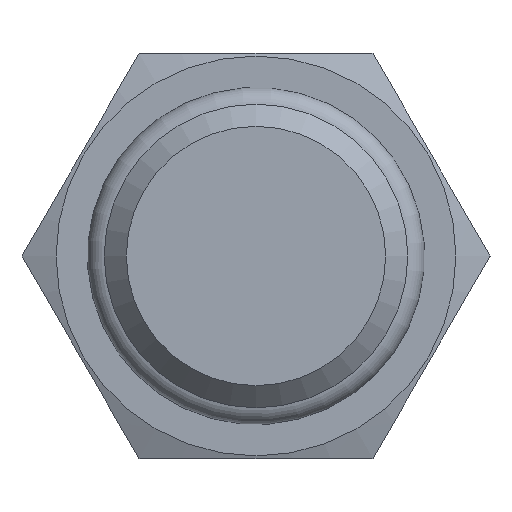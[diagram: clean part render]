
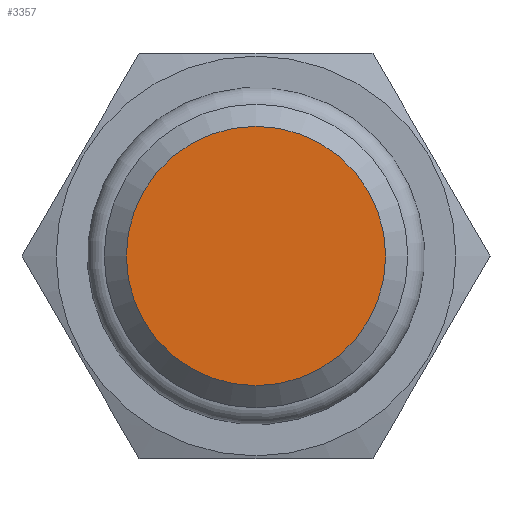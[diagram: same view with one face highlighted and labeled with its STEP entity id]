
A CAD part, left-side view. The second image highlights one B-rep face of the part: STEP entity #3357.
In plain terms, the highlighted planar face has unit normal (-1, 0, 0).
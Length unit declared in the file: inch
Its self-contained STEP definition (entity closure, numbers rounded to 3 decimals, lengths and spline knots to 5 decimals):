
#3334=CARTESIAN_POINT('',(-0.39,0.,0.24));
#3335=VERTEX_POINT('',#3334);
#3336=CARTESIAN_POINT('',(-0.39,0.,0.0));
#3337=DIRECTION('',(1.0,0.0,0.0));
#3338=DIRECTION('',(0.0,0.0,-1.0));
#3339=AXIS2_PLACEMENT_3D('',#3336,#3337,#3338);
#3340=CIRCLE('',#3339,0.24);
#3341=EDGE_CURVE('',#3335,#3335,#3340,.T.);
#3349=CARTESIAN_POINT('',(-0.39,0.,0.0));
#3350=DIRECTION('',(1.0,0.0,0.0));
#3351=DIRECTION('',(0.0,0.0,-1.0));
#3352=AXIS2_PLACEMENT_3D('',#3349,#3350,#3351);
#3353=PLANE('',#3352);
#3354=ORIENTED_EDGE('',*,*,#3341,.F.);
#3355=EDGE_LOOP('',(#3354));
#3356=FACE_OUTER_BOUND('',#3355,.T.);
#3357=ADVANCED_FACE('',(#3356),#3353,.F.);
